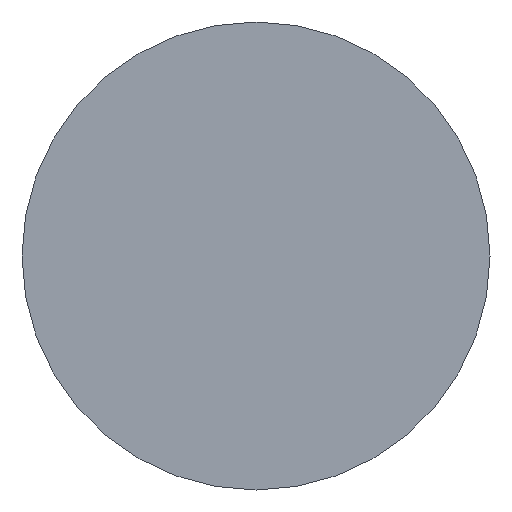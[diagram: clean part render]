
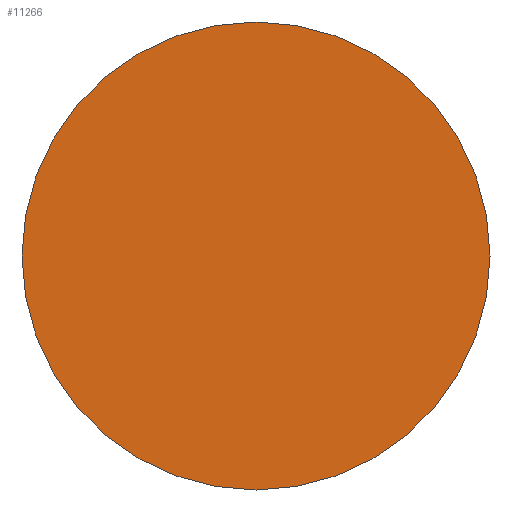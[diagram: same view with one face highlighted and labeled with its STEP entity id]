
A CAD part, front view. The second image highlights one B-rep face of the part: STEP entity #11266.
In plain terms, the highlighted planar face has unit normal (0, -1, 0).
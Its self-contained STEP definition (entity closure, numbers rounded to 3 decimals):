
#11266 = ADVANCED_FACE('',(#11267),#11287,.T.);
#11267 = FACE_BOUND('',#11268,.T.);
#11268 = EDGE_LOOP('',(#11269,#11280));
#11269 = ORIENTED_EDGE('',*,*,#11270,.F.);
#11270 = EDGE_CURVE('',#11271,#11273,#11275,.T.);
#11271 = VERTEX_POINT('',#11272);
#11272 = CARTESIAN_POINT('',(221.853,63.25,68.));
#11273 = VERTEX_POINT('',#11274);
#11274 = CARTESIAN_POINT('',(301.853,63.25,68.));
#11275 = CIRCLE('',#11276,40.);
#11276 = AXIS2_PLACEMENT_3D('',#11277,#11278,#11279);
#11277 = CARTESIAN_POINT('',(261.853,63.25,68.));
#11278 = DIRECTION('',(-0.,1.,0.));
#11279 = DIRECTION('',(1.,0.,0.));
#11280 = ORIENTED_EDGE('',*,*,#11281,.F.);
#11281 = EDGE_CURVE('',#11273,#11271,#11282,.T.);
#11282 = CIRCLE('',#11283,40.);
#11283 = AXIS2_PLACEMENT_3D('',#11284,#11285,#11286);
#11284 = CARTESIAN_POINT('',(261.853,63.25,68.));
#11285 = DIRECTION('',(-0.,1.,0.));
#11286 = DIRECTION('',(1.,0.,0.));
#11287 = PLANE('',#11288);
#11288 = AXIS2_PLACEMENT_3D('',#11289,#11290,#11291);
#11289 = CARTESIAN_POINT('',(221.853,63.25,68.));
#11290 = DIRECTION('',(0.,-1.,0.));
#11291 = DIRECTION('',(0.,0.,-1.));
